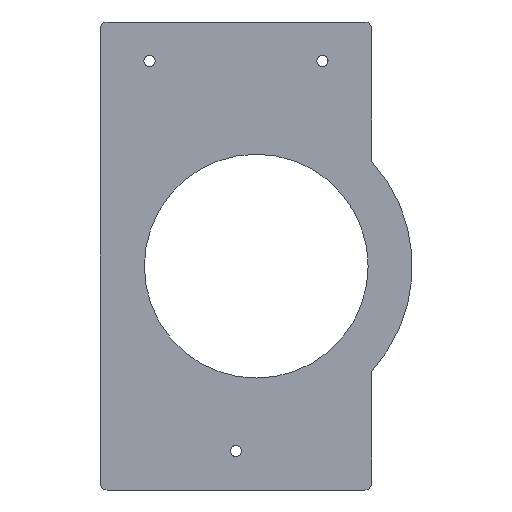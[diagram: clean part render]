
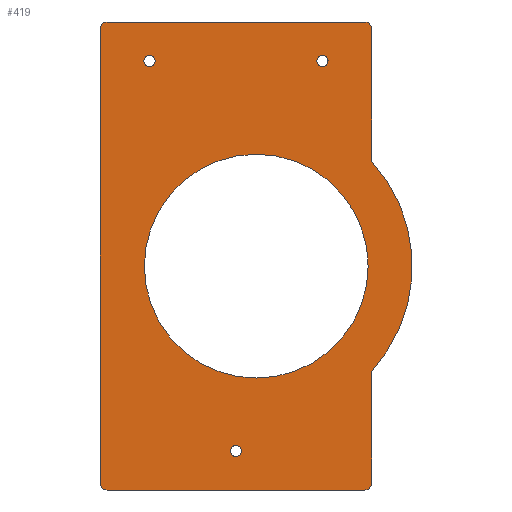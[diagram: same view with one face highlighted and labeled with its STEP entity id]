
A CAD part, front view. The second image highlights one B-rep face of the part: STEP entity #419.
In plain terms, the highlighted planar face has unit normal (0, -1, 0).
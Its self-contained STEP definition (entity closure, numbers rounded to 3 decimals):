
#43=FACE_BOUND('',#91,.T.);
#44=FACE_BOUND('',#92,.T.);
#45=FACE_BOUND('',#93,.T.);
#46=FACE_BOUND('',#94,.T.);
#64=FACE_OUTER_BOUND('',#90,.T.);
#90=EDGE_LOOP('',(#340,#341,#342,#343,#344,#345,#346,#347,#348,#349));
#91=EDGE_LOOP('',(#350));
#92=EDGE_LOOP('',(#351));
#93=EDGE_LOOP('',(#352));
#94=EDGE_LOOP('',(#353));
#119=CIRCLE('',#454,1.666);
#122=CIRCLE('',#462,2.);
#123=CIRCLE('',#465,2.);
#124=CIRCLE('',#467,2.);
#125=CIRCLE('',#470,46.);
#126=CIRCLE('',#471,2.);
#127=CIRCLE('',#472,33.);
#128=CIRCLE('',#473,1.666);
#129=CIRCLE('',#474,1.666);
#141=LINE('',#871,#169);
#146=LINE('',#885,#174);
#148=LINE('',#889,#176);
#149=LINE('',#893,#177);
#150=LINE('',#895,#178);
#169=VECTOR('',#539,10.);
#174=VECTOR('',#554,10.);
#176=VECTOR('',#558,10.);
#177=VECTOR('',#561,10.);
#178=VECTOR('',#564,10.);
#200=VERTEX_POINT('',#627);
#213=VERTEX_POINT('',#864);
#214=VERTEX_POINT('',#865);
#215=VERTEX_POINT('',#870);
#216=VERTEX_POINT('',#874);
#217=VERTEX_POINT('',#878);
#218=VERTEX_POINT('',#879);
#219=VERTEX_POINT('',#884);
#220=VERTEX_POINT('',#888);
#221=VERTEX_POINT('',#890);
#222=VERTEX_POINT('',#892);
#223=VERTEX_POINT('',#896);
#224=VERTEX_POINT('',#898);
#225=VERTEX_POINT('',#900);
#240=EDGE_CURVE('',#200,#200,#119,.T.);
#257=EDGE_CURVE('',#213,#214,#122,.T.);
#260=EDGE_CURVE('',#215,#214,#141,.T.);
#262=EDGE_CURVE('',#215,#216,#123,.T.);
#264=EDGE_CURVE('',#217,#218,#124,.T.);
#267=EDGE_CURVE('',#219,#218,#146,.T.);
#269=EDGE_CURVE('',#213,#220,#148,.T.);
#270=EDGE_CURVE('',#220,#221,#125,.T.);
#271=EDGE_CURVE('',#221,#222,#149,.T.);
#272=EDGE_CURVE('',#219,#222,#126,.T.);
#273=EDGE_CURVE('',#217,#216,#150,.T.);
#274=EDGE_CURVE('',#223,#223,#127,.T.);
#275=EDGE_CURVE('',#224,#224,#128,.T.);
#276=EDGE_CURVE('',#225,#225,#129,.T.);
#340=ORIENTED_EDGE('',*,*,#257,.F.);
#341=ORIENTED_EDGE('',*,*,#269,.T.);
#342=ORIENTED_EDGE('',*,*,#270,.T.);
#343=ORIENTED_EDGE('',*,*,#271,.T.);
#344=ORIENTED_EDGE('',*,*,#272,.F.);
#345=ORIENTED_EDGE('',*,*,#267,.T.);
#346=ORIENTED_EDGE('',*,*,#264,.F.);
#347=ORIENTED_EDGE('',*,*,#273,.T.);
#348=ORIENTED_EDGE('',*,*,#262,.F.);
#349=ORIENTED_EDGE('',*,*,#260,.T.);
#350=ORIENTED_EDGE('',*,*,#240,.T.);
#351=ORIENTED_EDGE('',*,*,#274,.T.);
#352=ORIENTED_EDGE('',*,*,#275,.T.);
#353=ORIENTED_EDGE('',*,*,#276,.T.);
#404=PLANE('',#469);
#419=ADVANCED_FACE('',(#64,#43,#44,#45,#46),#404,.T.);
#454=AXIS2_PLACEMENT_3D('',#628,#513,#514);
#462=AXIS2_PLACEMENT_3D('',#866,#533,#534);
#465=AXIS2_PLACEMENT_3D('',#875,#543,#544);
#467=AXIS2_PLACEMENT_3D('',#880,#548,#549);
#469=AXIS2_PLACEMENT_3D('',#887,#556,#557);
#470=AXIS2_PLACEMENT_3D('',#891,#559,#560);
#471=AXIS2_PLACEMENT_3D('',#894,#562,#563);
#472=AXIS2_PLACEMENT_3D('',#897,#565,#566);
#473=AXIS2_PLACEMENT_3D('',#899,#567,#568);
#474=AXIS2_PLACEMENT_3D('',#901,#569,#570);
#513=DIRECTION('center_axis',(0.,1.,0.));
#514=DIRECTION('ref_axis',(0.,0.,-1.));
#533=DIRECTION('center_axis',(0.,1.,0.));
#534=DIRECTION('ref_axis',(0.707,0.,-0.707));
#539=DIRECTION('',(1.,0.,0.));
#543=DIRECTION('center_axis',(0.,1.,0.));
#544=DIRECTION('ref_axis',(-0.707,0.,-0.707));
#548=DIRECTION('center_axis',(0.,1.,0.));
#549=DIRECTION('ref_axis',(-0.707,0.,0.707));
#554=DIRECTION('',(-1.,0.,0.));
#556=DIRECTION('center_axis',(0.,-1.,0.));
#557=DIRECTION('ref_axis',(1.,0.,0.));
#558=DIRECTION('',(0.,0.,1.));
#559=DIRECTION('center_axis',(0.,-1.,0.));
#560=DIRECTION('ref_axis',(1.,0.,0.));
#561=DIRECTION('',(0.,0.,1.));
#562=DIRECTION('center_axis',(0.,1.,0.));
#563=DIRECTION('ref_axis',(0.707,0.,0.707));
#564=DIRECTION('',(0.,0.,-1.));
#565=DIRECTION('center_axis',(0.,1.,0.));
#566=DIRECTION('ref_axis',(1.,0.,0.));
#567=DIRECTION('center_axis',(0.,1.,0.));
#568=DIRECTION('ref_axis',(0.,0.,-1.));
#569=DIRECTION('center_axis',(0.,1.,0.));
#570=DIRECTION('ref_axis',(0.,0.,-1.));
#627=CARTESIAN_POINT('',(-31.5,-7.,62.166));
#628=CARTESIAN_POINT('Origin',(-31.5,-7.,60.5));
#864=CARTESIAN_POINT('',(34.,-7.,-64.));
#865=CARTESIAN_POINT('',(32.,-7.,-66.));
#866=CARTESIAN_POINT('Origin',(32.,-7.,-64.));
#870=CARTESIAN_POINT('',(-44.,-7.,-66.));
#871=CARTESIAN_POINT('',(46.,-7.,-66.));
#874=CARTESIAN_POINT('',(-46.,-7.,-64.));
#875=CARTESIAN_POINT('Origin',(-44.,-7.,-64.));
#878=CARTESIAN_POINT('',(-46.,-7.,70.));
#879=CARTESIAN_POINT('',(-44.,-7.,72.));
#880=CARTESIAN_POINT('Origin',(-44.,-7.,70.));
#884=CARTESIAN_POINT('',(32.,-7.,72.));
#885=CARTESIAN_POINT('',(-46.,-7.,72.));
#887=CARTESIAN_POINT('Origin',(0.,-7.,3.));
#888=CARTESIAN_POINT('',(34.,-7.,-30.984));
#889=CARTESIAN_POINT('',(34.,-7.,-31.5));
#890=CARTESIAN_POINT('',(34.,-7.,30.984));
#891=CARTESIAN_POINT('Origin',(0.,-7.,0.));
#892=CARTESIAN_POINT('',(34.,-7.,70.));
#893=CARTESIAN_POINT('',(34.,-7.,23.));
#894=CARTESIAN_POINT('Origin',(32.,-7.,70.));
#895=CARTESIAN_POINT('',(-46.,-7.,-66.));
#896=CARTESIAN_POINT('',(-33.,-7.,0.));
#897=CARTESIAN_POINT('Origin',(0.,-7.,0.));
#898=CARTESIAN_POINT('',(19.5,-7.,62.166));
#899=CARTESIAN_POINT('Origin',(19.5,-7.,60.5));
#900=CARTESIAN_POINT('',(-6.,-7.,-52.834));
#901=CARTESIAN_POINT('Origin',(-6.,-7.,-54.5));
